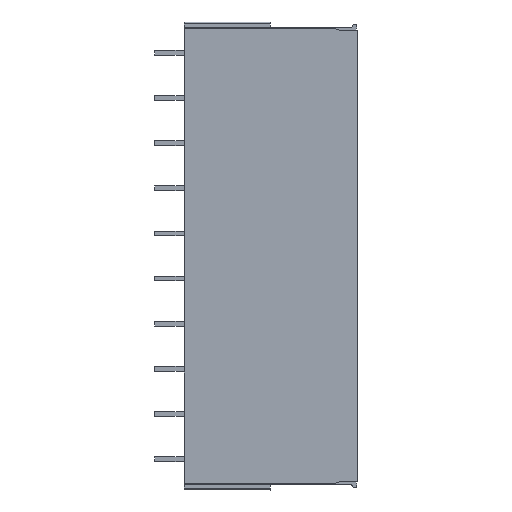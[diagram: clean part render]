
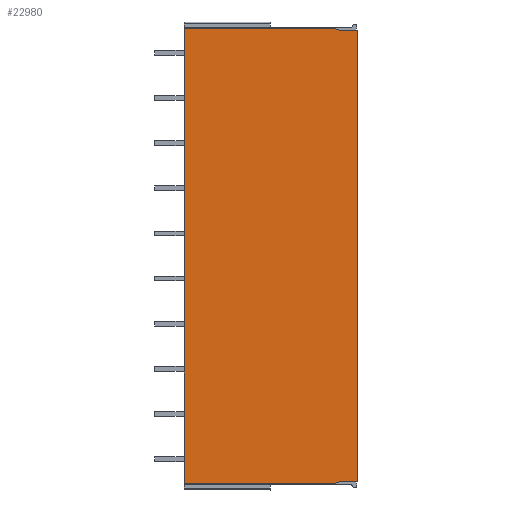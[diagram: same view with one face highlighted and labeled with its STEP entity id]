
A CAD part, top view. The second image highlights one B-rep face of the part: STEP entity #22980.
In plain terms, the highlighted planar face has unit normal (0, 0, 1).
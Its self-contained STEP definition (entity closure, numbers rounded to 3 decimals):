
#1903=DIRECTION('',(0.,1.,0.));
#1904=VECTOR('',#1903,76.2);
#1905=CARTESIAN_POINT('',(14.625,1.4,7.145));
#1906=LINE('',#1905,#1904);
#6664=CARTESIAN_POINT('',(-14.625,77.848,7.143));
#6672=CARTESIAN_POINT('',(-14.625,1.152,7.143));
#7882=DIRECTION('',(-0.907,0.421,-0.004));
#7883=VECTOR('',#7882,0.594);
#7884=CARTESIAN_POINT('',(11.525,77.6,7.145));
#7885=LINE('',#7884,#7883);
#7886=DIRECTION('',(-1.,0.,0.));
#7887=VECTOR('',#7886,3.1);
#7888=CARTESIAN_POINT('',(14.625,77.6,7.145));
#7889=LINE('',#7888,#7887);
#7890=DIRECTION('',(-1.,0.,0.));
#7891=VECTOR('',#7890,3.1);
#7892=CARTESIAN_POINT('',(14.625,1.4,7.145));
#7893=LINE('',#7892,#7891);
#7894=DIRECTION('',(-0.907,-0.421,-0.004));
#7895=VECTOR('',#7894,0.594);
#7896=CARTESIAN_POINT('',(11.525,1.4,7.145));
#7897=LINE('',#7896,#7895);
#7898=DIRECTION('',(1.,0.,0.));
#7899=VECTOR('',#7898,25.611);
#7900=CARTESIAN_POINT('',(-14.625,1.152,7.143));
#7901=LINE('',#7900,#7899);
#7902=DIRECTION('',(0.,1.,0.));
#7903=VECTOR('',#7902,76.696);
#7904=CARTESIAN_POINT('',(-14.625,1.152,7.143));
#7905=LINE('',#7904,#7903);
#7906=DIRECTION('',(-1.,0.,0.));
#7907=VECTOR('',#7906,25.611);
#7908=CARTESIAN_POINT('',(10.986,77.85,7.143));
#7909=LINE('',#7908,#7907);
#10135=CARTESIAN_POINT('',(14.625,1.4,7.145));
#10136=CARTESIAN_POINT('',(11.525,1.4,7.145));
#10137=VERTEX_POINT('',#10135);
#10138=VERTEX_POINT('',#10136);
#10173=VERTEX_POINT('',#6672);
#10182=CARTESIAN_POINT('',(10.986,1.15,7.143));
#10183=VERTEX_POINT('',#10182);
#10637=VERTEX_POINT('',#6664);
#10785=CARTESIAN_POINT('',(11.525,77.6,7.145));
#10787=VERTEX_POINT('',#10785);
#10847=CARTESIAN_POINT('',(10.986,77.85,7.143));
#10848=VERTEX_POINT('',#10847);
#10849=CARTESIAN_POINT('',(14.625,77.6,7.145));
#10850=VERTEX_POINT('',#10849);
#22962=CARTESIAN_POINT('',(-14.625,0.,7.145));
#22963=DIRECTION('',(0.,0.,1.));
#22964=DIRECTION('',(1.,0.,0.));
#22965=AXIS2_PLACEMENT_3D('',#22962,#22963,#22964);
#22966=PLANE('',#22965);
#22967=ORIENTED_EDGE('',*,*,#21896,.F.);
#22968=ORIENTED_EDGE('',*,*,#22957,.F.);
#22969=ORIENTED_EDGE('',*,*,#13100,.F.);
#22971=ORIENTED_EDGE('',*,*,#22970,.T.);
#22973=ORIENTED_EDGE('',*,*,#22972,.T.);
#22975=ORIENTED_EDGE('',*,*,#22974,.F.);
#22976=ORIENTED_EDGE('',*,*,#21545,.T.);
#22977=ORIENTED_EDGE('',*,*,#21879,.F.);
#22978=EDGE_LOOP('',(#22967,#22968,#22969,#22971,#22973,#22975,#22976,#22977));
#22979=FACE_OUTER_BOUND('',#22978,.F.);
#22980=ADVANCED_FACE('',(#22979),#22966,.T.);
#13100=EDGE_CURVE('',#10137,#10850,#1906,.T.);
#21545=EDGE_CURVE('',#10173,#10637,#7905,.T.);
#21879=EDGE_CURVE('',#10848,#10637,#7909,.T.);
#21896=EDGE_CURVE('',#10787,#10848,#7885,.T.);
#22957=EDGE_CURVE('',#10850,#10787,#7889,.T.);
#22970=EDGE_CURVE('',#10137,#10138,#7893,.T.);
#22972=EDGE_CURVE('',#10138,#10183,#7897,.T.);
#22974=EDGE_CURVE('',#10173,#10183,#7901,.T.);
